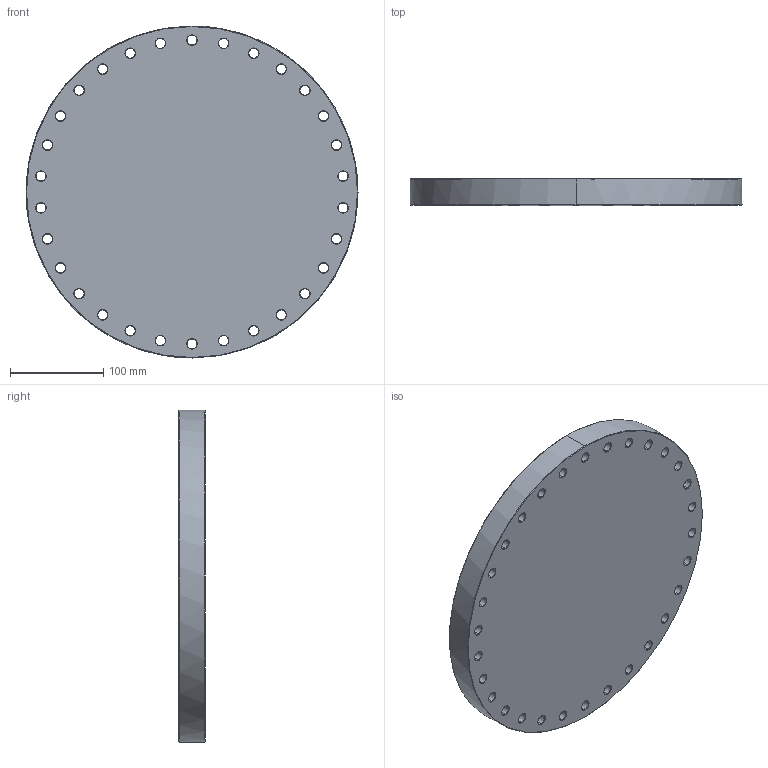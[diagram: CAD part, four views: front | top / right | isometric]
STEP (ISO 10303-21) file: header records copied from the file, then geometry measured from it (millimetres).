
FILE_DESCRIPTION (( 'STEP AP214' ), '1' );
FILE_NAME ('Hositrad_CF300-B.STEP', '2017-09-29T14:37:15', ( 'Gebruiker' ), ( '' ), 'SwSTEP 2.0', 'SolidWorks 2017', '' );
FILE_SCHEMA (( 'AUTOMOTIVE_DESIGN' ));
Length unit declared in the file: millimetre
Products named in the file (1): Hositrad_CF300-B
Bounding box: 355.6 x 28.4 x 355.6 mm (x, y, z)
Volume: 2653693.9 mm3; surface area: 254556 mm2
Topology: 1 solids, 1 shells, 203 faces, 476 edges, 275 vertices
Faces by surface type: cone 129, cylinder 64, plane 10
Entity records: 5937 total; most frequent: DIRECTION 1145, CARTESIAN_POINT 967, ORIENTED_EDGE 952, EDGE_CURVE 476, AXIS2_PLACEMENT_3D 469, VERTEX_POINT 275, CIRCLE 265, EDGE_LOOP 263
